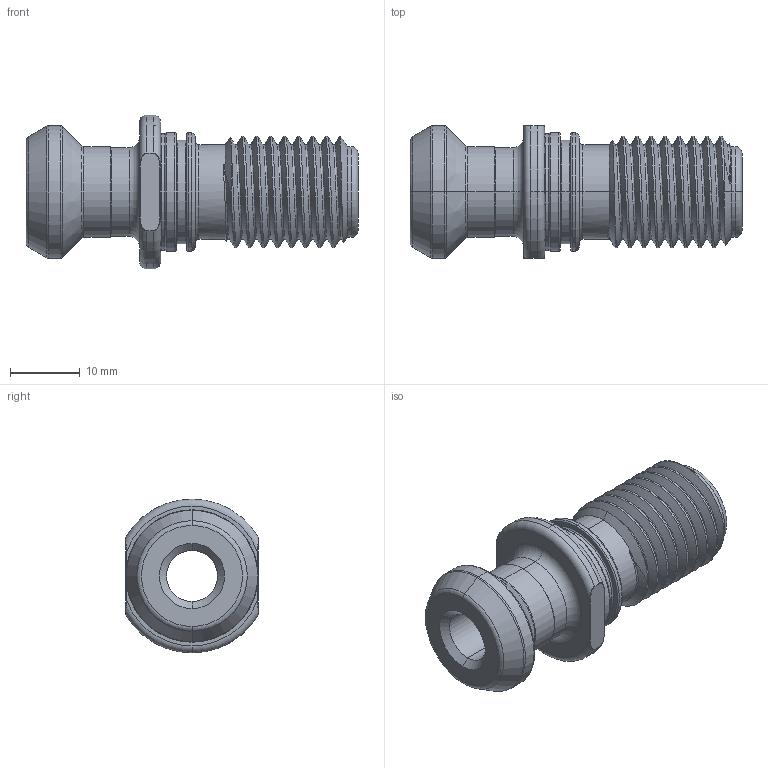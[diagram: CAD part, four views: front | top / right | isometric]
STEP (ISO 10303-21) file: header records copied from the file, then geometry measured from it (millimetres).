
FILE_DESCRIPTION (( 'STEP AP203' ), '1' );
FILE_NAME ('404.20.16.20.STEP', '2020-04-03T00:39:51', ( 'User' ), ( 'China' ), 'SwSTEP 2.0', 'SolidWorks 2016', '' );
FILE_SCHEMA (( 'CONFIG_CONTROL_DESIGN' ));
Length unit declared in the file: millimetre
Products named in the file (1): 404.20.16.20
Bounding box: 47.5 x 19 x 22 mm (x, y, z)
Volume: 6807.2 mm3; surface area: 4698.8 mm2
Topology: 1 solids, 1 shells, 122 faces, 277 edges, 162 vertices
Faces by surface type: cylinder 48, torus 30, cone 21, plane 12, bspline 11
Entity records: 6187 total; most frequent: CARTESIAN_POINT 3484, DIRECTION 574, ORIENTED_EDGE 554, EDGE_CURVE 277, AXIS2_PLACEMENT_3D 249, VERTEX_POINT 162, CIRCLE 137, EDGE_LOOP 129
